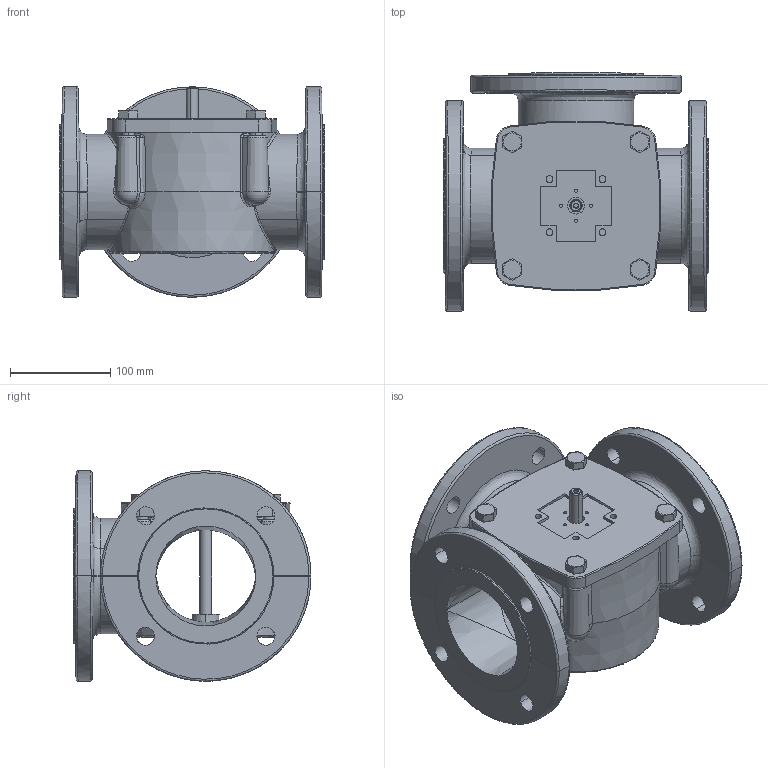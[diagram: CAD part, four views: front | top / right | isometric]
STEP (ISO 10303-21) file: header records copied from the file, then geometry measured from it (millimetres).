
FILE_DESCRIPTION(('CATIA V5 STEP'),'2;1');
FILE_NAME('3F100.stp','2013-02-27T10:34:20+00:00',('none'),('none'),'CATIA Version 5 Release 20 SP 6 (IN-10)','CATIA V5 STEP AP203','none');
FILE_SCHEMA(('CONFIG_CONTROL_DESIGN'));
Length unit declared in the file: millimetre
Products named in the file (1): 3F100
Assembly tree (7 placements, depth 2):
  3F100
    #58
    #19355
    #22964
    #23367  x4
Bounding box: 265 x 237.5 x 209.93 mm (x, y, z)
Volume: 2640286.5 mm3; surface area: 492199.7 mm2
Topology: 7 solids, 7 shells, 519 faces, 1241 edges, 738 vertices
Faces by surface type: cylinder 155, plane 140, bspline 110, cone 65, sphere 27, torus 22
Entity records: 23939 total; most frequent: CARTESIAN_POINT 14890, ORIENTED_EDGE 2180, DIRECTION 1137, EDGE_CURVE 1090, VERTEX_POINT 660, AXIS2_PLACEMENT_3D 590, EDGE_LOOP 532, B_SPLINE_CURVE_WITH_KNOTS 489
